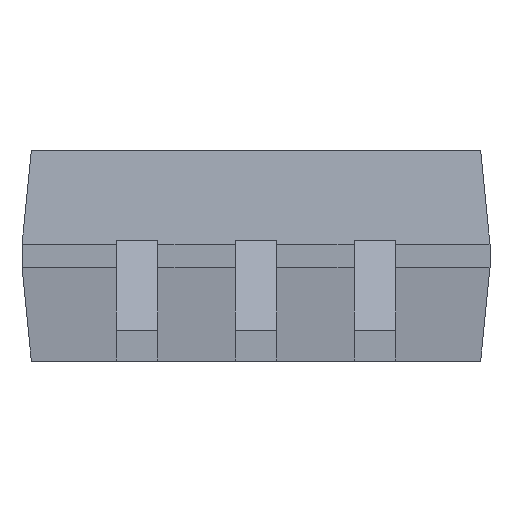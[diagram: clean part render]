
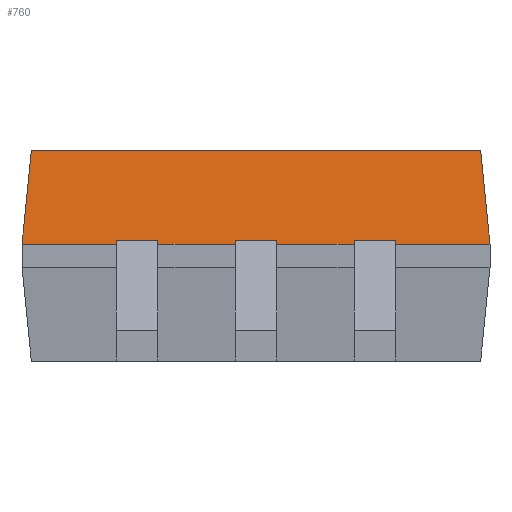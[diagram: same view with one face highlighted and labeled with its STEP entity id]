
A CAD part, front view. The second image highlights one B-rep face of the part: STEP entity #760.
In plain terms, the highlighted planar face has unit normal (0, -0.995, 0.1).
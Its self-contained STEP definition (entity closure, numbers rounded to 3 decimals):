
#435 = VERTEX_POINT('',#436);
#436 = CARTESIAN_POINT('',(0.,4.03,2.5));
#459 = VERTEX_POINT('',#460);
#460 = CARTESIAN_POINT('',(10.,4.03,2.5));
#482 = EDGE_CURVE('',#459,#483,#485,.T.);
#483 = VERTEX_POINT('',#484);
#484 = CARTESIAN_POINT('',(7.985,4.03,2.5));
#485 = LINE('',#486,#487);
#486 = CARTESIAN_POINT('',(10.,4.03,2.5));
#487 = VECTOR('',#488,1.);
#488 = DIRECTION('',(-1.,0.,0.));
#537 = EDGE_CURVE('',#538,#540,#542,.T.);
#538 = VERTEX_POINT('',#539);
#539 = CARTESIAN_POINT('',(7.095,4.03,2.5));
#540 = VERTEX_POINT('',#541);
#541 = CARTESIAN_POINT('',(5.445,4.03,2.5));
#542 = LINE('',#543,#544);
#543 = CARTESIAN_POINT('',(10.,4.03,2.5));
#544 = VECTOR('',#545,1.);
#545 = DIRECTION('',(-1.,0.,0.));
#599 = EDGE_CURVE('',#600,#602,#604,.T.);
#600 = VERTEX_POINT('',#601);
#601 = CARTESIAN_POINT('',(4.555,4.03,2.5));
#602 = VERTEX_POINT('',#603);
#603 = CARTESIAN_POINT('',(2.905,4.03,2.5));
#604 = LINE('',#605,#606);
#605 = CARTESIAN_POINT('',(10.,4.03,2.5));
#606 = VECTOR('',#607,1.);
#607 = DIRECTION('',(-1.,0.,0.));
#661 = EDGE_CURVE('',#662,#435,#664,.T.);
#662 = VERTEX_POINT('',#663);
#663 = CARTESIAN_POINT('',(2.015,4.03,2.5));
#664 = LINE('',#665,#666);
#665 = CARTESIAN_POINT('',(10.,4.03,2.5));
#666 = VECTOR('',#667,1.);
#667 = DIRECTION('',(-1.,0.,0.));
#716 = EDGE_CURVE('',#435,#717,#719,.T.);
#717 = VERTEX_POINT('',#718);
#718 = CARTESIAN_POINT('',(0.2,4.23,4.5));
#719 = LINE('',#720,#721);
#720 = CARTESIAN_POINT('',(0.,4.03,2.5));
#721 = VECTOR('',#722,1.);
#722 = DIRECTION('',(0.099,0.099,
    0.99));
#741 = VERTEX_POINT('',#742);
#742 = CARTESIAN_POINT('',(9.8,4.23,4.5));
#750 = EDGE_CURVE('',#741,#459,#751,.T.);
#751 = LINE('',#752,#753);
#752 = CARTESIAN_POINT('',(9.8,4.23,4.5));
#753 = VECTOR('',#754,1.);
#754 = DIRECTION('',(0.099,-0.099,
    -0.99));
#760 = ADVANCED_FACE('',(#761),#793,.F.);
#761 = FACE_BOUND('',#762,.F.);
#762 = EDGE_LOOP('',(#763,#769,#770,#771,#777,#778,#784,#785,#791,#792)
  );
#763 = ORIENTED_EDGE('',*,*,#764,.F.);
#764 = EDGE_CURVE('',#741,#717,#765,.T.);
#765 = LINE('',#766,#767);
#766 = CARTESIAN_POINT('',(9.8,4.23,4.5));
#767 = VECTOR('',#768,1.);
#768 = DIRECTION('',(-1.,0.,0.));
#769 = ORIENTED_EDGE('',*,*,#750,.T.);
#770 = ORIENTED_EDGE('',*,*,#482,.T.);
#771 = ORIENTED_EDGE('',*,*,#772,.T.);
#772 = EDGE_CURVE('',#483,#538,#773,.T.);
#773 = LINE('',#774,#775);
#774 = CARTESIAN_POINT('',(10.,4.03,2.5));
#775 = VECTOR('',#776,1.);
#776 = DIRECTION('',(-1.,0.,0.));
#777 = ORIENTED_EDGE('',*,*,#537,.T.);
#778 = ORIENTED_EDGE('',*,*,#779,.T.);
#779 = EDGE_CURVE('',#540,#600,#780,.T.);
#780 = LINE('',#781,#782);
#781 = CARTESIAN_POINT('',(10.,4.03,2.5));
#782 = VECTOR('',#783,1.);
#783 = DIRECTION('',(-1.,0.,0.));
#784 = ORIENTED_EDGE('',*,*,#599,.T.);
#785 = ORIENTED_EDGE('',*,*,#786,.T.);
#786 = EDGE_CURVE('',#602,#662,#787,.T.);
#787 = LINE('',#788,#789);
#788 = CARTESIAN_POINT('',(10.,4.03,2.5));
#789 = VECTOR('',#790,1.);
#790 = DIRECTION('',(-1.,0.,0.));
#791 = ORIENTED_EDGE('',*,*,#661,.T.);
#792 = ORIENTED_EDGE('',*,*,#716,.T.);
#793 = PLANE('',#794);
#794 = AXIS2_PLACEMENT_3D('',#795,#796,#797);
#795 = CARTESIAN_POINT('',(5.,4.128,3.483));
#796 = DIRECTION('',(0.,0.995,-0.1)
  );
#797 = DIRECTION('',(0.,0.1,0.995));
